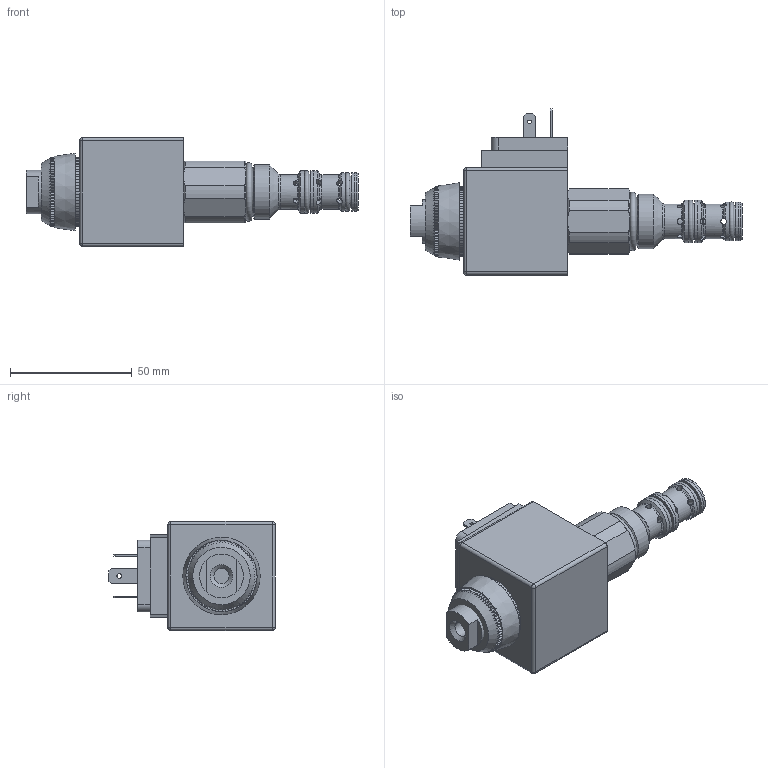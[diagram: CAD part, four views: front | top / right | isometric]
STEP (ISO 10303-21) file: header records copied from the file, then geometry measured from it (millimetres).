
FILE_DESCRIPTION((''),'2;1');
FILE_NAME('HS3SVC602.stp','2016-03-03T15:45:55',('JGroves'),(''),'Autodesk Inventor 2012','Autodesk Inventor 2012','');
FILE_SCHEMA(('AUTOMOTIVE_DESIGN { 1 0 10303 214 1 1 1 1 }'));
Length unit declared in the file: inch
Products named in the file (1): L501508HS05(HS3SVC-602-0S)_Shrinkwrap_1
Bounding box: 136.09 x 68.17 x 44.73 mm (x, y, z)
Surface area: 30320.7 mm2 (no closed solid volume)
Topology: 0 solids, 20 shells, 354 faces, 1178 edges, 834 vertices
Faces by surface type: plane 220, cylinder 70, cone 35, torus 25, sphere 4
Full cylindrical faces by diameter (mm): 1.524 x4, 2.032 x1, 2.388 x18, 3.099 x2, 3.302 x1, 4.775 x1, 6.223 x1, 7.493 x1, 8.506 x1, 9.522 x2, 9.535 x1, 13.081 x1, 14.275 x2, 14.681 x1, 15.799 x1, 15.85 x2, 17.374 x1, 17.45 x2, 18 x1, 19.685 x1, 22.225 x1, 22.276 x1, 28.575 x1
Entity records: 13666 total; most frequent: CARTESIAN_POINT 4462, ORIENTED_EDGE 1775, DIRECTION 1622, EDGE_CURVE 1087, VERTEX_POINT 805, AXIS2_PLACEMENT_3D 621, EDGE_LOOP 466, VECTOR 380
